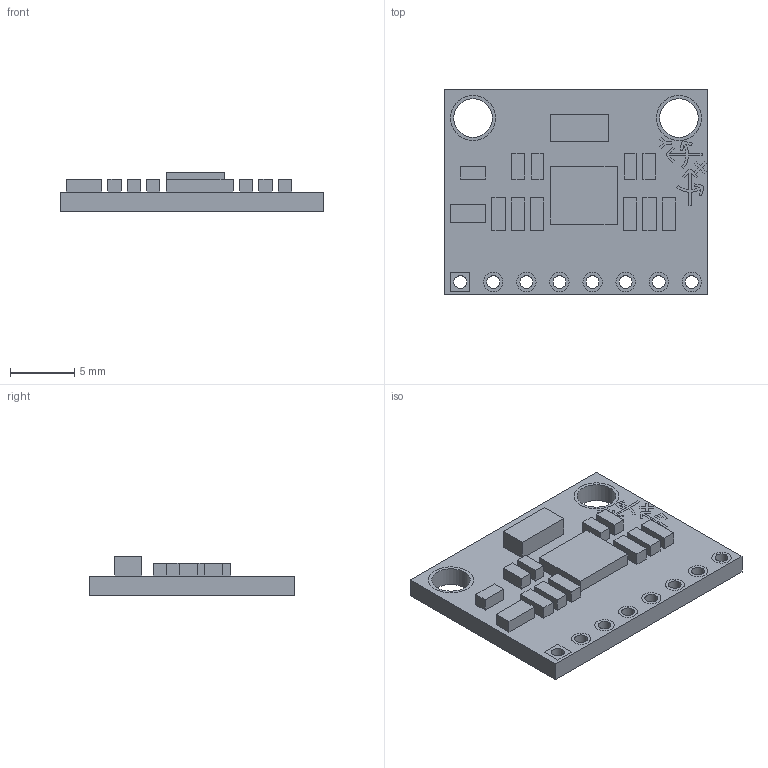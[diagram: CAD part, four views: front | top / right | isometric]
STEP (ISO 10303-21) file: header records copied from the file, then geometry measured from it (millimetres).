
FILE_DESCRIPTION(/* description */ (''),/* implementation_level */ '2;1');
FILE_NAME(/* name */ 'MPU_6050.step',/* time_stamp */ '2025-08-29T23:58:58+02:00',/* author */ (''),/* organization */ (''),/* preprocessor_version */ 'ST-DEVELOPER v20.1',/* originating_system */ 'Autodesk Translation Framework v14.10.0.0',/* authorisation */ '');
FILE_SCHEMA (('AUTOMOTIVE_DESIGN { 1 0 10303 214 3 1 1 }'));
Length unit declared in the file: millimetre
Products named in the file (2): 2025-08-28-12-09-17-477; 2025-08-28-12-09-17-478
Assembly tree (1 placements, depth 2):
  2025-08-28-12-09-17-477
    2025-08-28-12-09-17-478
Bounding box: 20.5 x 16 x 3 mm (x, y, z)
Volume: 528.4 mm3; surface area: 1261.2 mm2
Topology: 29 solids, 29 shells, 296 faces, 702 edges, 468 vertices
Faces by surface type: plane 252, cylinder 44
Full cylindrical faces by diameter (mm): 1 x8, 1.5 x14, 3 x2, 3.5 x4
Entity records: 8581 total; most frequent: CARTESIAN_POINT 1469, ORIENTED_EDGE 1404, DIRECTION 1388, EDGE_CURVE 702, LINE 614, VECTOR 614, VERTEX_POINT 468, AXIS2_PLACEMENT_3D 387
